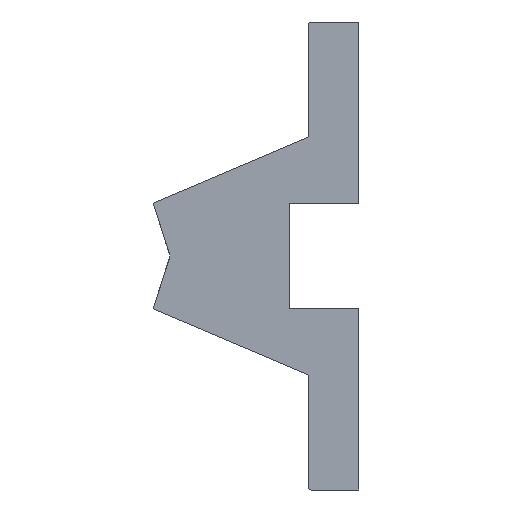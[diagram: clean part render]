
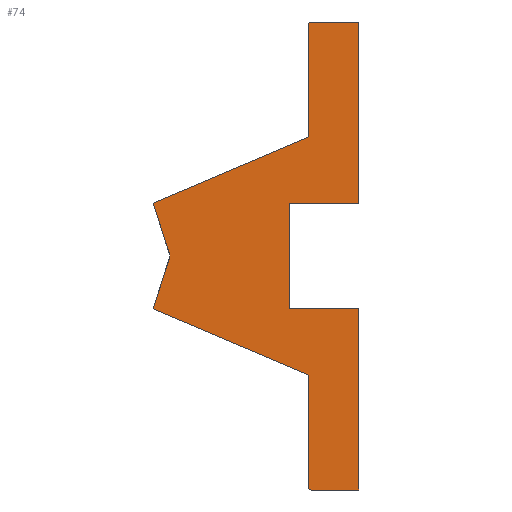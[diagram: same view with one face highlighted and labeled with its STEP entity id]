
A CAD part, left-side view. The second image highlights one B-rep face of the part: STEP entity #74.
In plain terms, the highlighted planar face has unit normal (-1, 0, 0).
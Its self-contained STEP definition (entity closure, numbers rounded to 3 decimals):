
#74 = ADVANCED_FACE( '', ( #165 ), #166, .F. );
#165 = FACE_OUTER_BOUND( '', #280, .T. );
#166 = PLANE( '', #281 );
#280 = EDGE_LOOP( '', ( #440, #441, #442, #443, #444, #445, #446, #447, #448, #449, #450, #451, #452, #453, #454, #455, #456 ) );
#281 = AXIS2_PLACEMENT_3D( '', #457, #458, #459 );
#440 = ORIENTED_EDGE( '', *, *, #645, .F. );
#441 = ORIENTED_EDGE( '', *, *, #663, .F. );
#442 = ORIENTED_EDGE( '', *, *, #664, .F. );
#443 = ORIENTED_EDGE( '', *, *, #665, .T. );
#444 = ORIENTED_EDGE( '', *, *, #650, .F. );
#445 = ORIENTED_EDGE( '', *, *, #617, .F. );
#446 = ORIENTED_EDGE( '', *, *, #666, .F. );
#447 = ORIENTED_EDGE( '', *, *, #634, .F. );
#448 = ORIENTED_EDGE( '', *, *, #667, .T. );
#449 = ORIENTED_EDGE( '', *, *, #668, .F. );
#450 = ORIENTED_EDGE( '', *, *, #669, .F. );
#451 = ORIENTED_EDGE( '', *, *, #659, .F. );
#452 = ORIENTED_EDGE( '', *, *, #639, .F. );
#453 = ORIENTED_EDGE( '', *, *, #670, .F. );
#454 = ORIENTED_EDGE( '', *, *, #671, .F. );
#455 = ORIENTED_EDGE( '', *, *, #654, .F. );
#456 = ORIENTED_EDGE( '', *, *, #672, .F. );
#457 = CARTESIAN_POINT( '', ( 0., 8.5, -41.5 ) );
#458 = DIRECTION( '', ( 1., 0., 0. ) );
#459 = DIRECTION( '', ( 0., 0., -1. ) );
#617 = EDGE_CURVE( '', #725, #727, #728, .T. );
#634 = EDGE_CURVE( '', #753, #754, #755, .T. );
#639 = EDGE_CURVE( '', #762, #763, #764, .T. );
#645 = EDGE_CURVE( '', #773, #774, #775, .T. );
#650 = EDGE_CURVE( '', #727, #782, #783, .T. );
#654 = EDGE_CURVE( '', #788, #789, #790, .T. );
#659 = EDGE_CURVE( '', #763, #797, #798, .T. );
#663 = EDGE_CURVE( '', #803, #773, #804, .T. );
#664 = EDGE_CURVE( '', #805, #803, #806, .T. );
#665 = EDGE_CURVE( '', #805, #782, #807, .T. );
#666 = EDGE_CURVE( '', #754, #725, #808, .T. );
#667 = EDGE_CURVE( '', #753, #809, #810, .T. );
#668 = EDGE_CURVE( '', #811, #809, #812, .T. );
#669 = EDGE_CURVE( '', #797, #811, #813, .T. );
#670 = EDGE_CURVE( '', #814, #762, #815, .T. );
#671 = EDGE_CURVE( '', #789, #814, #816, .T. );
#672 = EDGE_CURVE( '', #774, #788, #817, .T. );
#725 = VERTEX_POINT( '', #885 );
#727 = VERTEX_POINT( '', #888 );
#728 = LINE( '', #889, #890 );
#753 = VERTEX_POINT( '', #918 );
#754 = VERTEX_POINT( '', #919 );
#755 = LINE( '', #920, #921 );
#762 = VERTEX_POINT( '', #931 );
#763 = VERTEX_POINT( '', #932 );
#764 = LINE( '', #933, #934 );
#773 = VERTEX_POINT( '', #946 );
#774 = VERTEX_POINT( '', #947 );
#775 = LINE( '', #948, #949 );
#782 = VERTEX_POINT( '', #959 );
#783 = LINE( '', #960, #961 );
#788 = VERTEX_POINT( '', #968 );
#789 = VERTEX_POINT( '', #969 );
#790 = LINE( '', #970, #971 );
#797 = VERTEX_POINT( '', #981 );
#798 = LINE( '', #982, #983 );
#803 = VERTEX_POINT( '', #990 );
#804 = CIRCLE( '', #991, 0.5 );
#805 = VERTEX_POINT( '', #992 );
#806 = LINE( '', #993, #994 );
#807 = CIRCLE( '', #995, 0.5 );
#808 = LINE( '', #996, #997 );
#809 = VERTEX_POINT( '', #998 );
#810 = CIRCLE( '', #999, 0.5 );
#811 = VERTEX_POINT( '', #1000 );
#812 = LINE( '', #1001, #1002 );
#813 = CIRCLE( '', #1003, 0.5 );
#814 = VERTEX_POINT( '', #1004 );
#815 = LINE( '', #1005, #1006 );
#816 = LINE( '', #1007, #1008 );
#817 = LINE( '', #1009, #1010 );
#885 = CARTESIAN_POINT( '', ( 0., 33.88, 0. ) );
#888 = CARTESIAN_POINT( '', ( 0., 36.875, 9.5 ) );
#889 = CARTESIAN_POINT( '', ( 0., 33.88, 0. ) );
#890 = VECTOR( '', #1087, 1000. );
#918 = CARTESIAN_POINT( '', ( 0., 9.305, -21.203 ) );
#919 = CARTESIAN_POINT( '', ( 0., 36.875, -9.5 ) );
#920 = CARTESIAN_POINT( '', ( 0., 9.305, -21.203 ) );
#921 = VECTOR( '', #1115, 1000. );
#931 = CARTESIAN_POINT( '', ( 0., 0., -9.5 ) );
#932 = CARTESIAN_POINT( '', ( 0., 0., -42. ) );
#933 = CARTESIAN_POINT( '', ( 0., 0., -9.5 ) );
#934 = VECTOR( '', #1119, 1000. );
#946 = CARTESIAN_POINT( '', ( 0., 8.5, 42. ) );
#947 = CARTESIAN_POINT( '', ( 0., 0., 42. ) );
#948 = CARTESIAN_POINT( '', ( 0., 8.5, 42. ) );
#949 = VECTOR( '', #1126, 1000. );
#959 = CARTESIAN_POINT( '', ( 0., 9.305, 21.203 ) );
#960 = CARTESIAN_POINT( '', ( 0., 36.875, 9.5 ) );
#961 = VECTOR( '', #1130, 1000. );
#968 = CARTESIAN_POINT( '', ( 0., 0., 9.5 ) );
#969 = CARTESIAN_POINT( '', ( 0., 12.5, 9.5 ) );
#970 = CARTESIAN_POINT( '', ( 0., 0., 9.5 ) );
#971 = VECTOR( '', #1133, 1000. );
#981 = CARTESIAN_POINT( '', ( 0., 8.5, -42. ) );
#982 = CARTESIAN_POINT( '', ( 0., 0., -42. ) );
#983 = VECTOR( '', #1137, 1000. );
#990 = CARTESIAN_POINT( '', ( 0., 9., 41.5 ) );
#991 = AXIS2_PLACEMENT_3D( '', #1140, #1141, #1142 );
#992 = CARTESIAN_POINT( '', ( 0., 9., 21.663 ) );
#993 = CARTESIAN_POINT( '', ( 0., 9., 21.663 ) );
#994 = VECTOR( '', #1143, 1000. );
#995 = AXIS2_PLACEMENT_3D( '', #1144, #1145, #1146 );
#996 = CARTESIAN_POINT( '', ( 0., 36.875, -9.5 ) );
#997 = VECTOR( '', #1147, 1000. );
#998 = CARTESIAN_POINT( '', ( 0., 9., -21.663 ) );
#999 = AXIS2_PLACEMENT_3D( '', #1148, #1149, #1150 );
#1000 = CARTESIAN_POINT( '', ( 0., 9., -41.5 ) );
#1001 = CARTESIAN_POINT( '', ( 0., 9., -41.5 ) );
#1002 = VECTOR( '', #1151, 1000. );
#1003 = AXIS2_PLACEMENT_3D( '', #1152, #1153, #1154 );
#1004 = CARTESIAN_POINT( '', ( 0., 12.5, -9.5 ) );
#1005 = CARTESIAN_POINT( '', ( 0., 12.5, -9.5 ) );
#1006 = VECTOR( '', #1155, 1000. );
#1007 = CARTESIAN_POINT( '', ( 0., 12.5, 9.5 ) );
#1008 = VECTOR( '', #1156, 1000. );
#1009 = CARTESIAN_POINT( '', ( 0., 0., 42. ) );
#1010 = VECTOR( '', #1157, 1000. );
#1087 = DIRECTION( '', ( 0., 0.301, 0.954 ) );
#1115 = DIRECTION( '', ( 0., 0.921, 0.391 ) );
#1119 = DIRECTION( '', ( 0., 0., -1. ) );
#1126 = DIRECTION( '', ( 0., -1., 0. ) );
#1130 = DIRECTION( '', ( 0., -0.921, 0.391 ) );
#1133 = DIRECTION( '', ( 0., 1., 0. ) );
#1137 = DIRECTION( '', ( 0., 1., 0. ) );
#1140 = CARTESIAN_POINT( '', ( 0., 8.5, 41.5 ) );
#1141 = DIRECTION( '', ( 1., 0., 0. ) );
#1142 = DIRECTION( '', ( 0., 0., -1. ) );
#1143 = DIRECTION( '', ( 0., 0., 1. ) );
#1144 = CARTESIAN_POINT( '', ( 0., 9.5, 21.663 ) );
#1145 = DIRECTION( '', ( 1., 0., 0. ) );
#1146 = DIRECTION( '', ( 0., 0., -1. ) );
#1147 = DIRECTION( '', ( 0., -0.301, 0.954 ) );
#1148 = CARTESIAN_POINT( '', ( 0., 9.5, -21.663 ) );
#1149 = DIRECTION( '', ( 1., 0., 0. ) );
#1150 = DIRECTION( '', ( 0., 0., -1. ) );
#1151 = DIRECTION( '', ( 0., 0., 1. ) );
#1152 = CARTESIAN_POINT( '', ( 0., 8.5, -41.5 ) );
#1153 = DIRECTION( '', ( 1., 0., 0. ) );
#1154 = DIRECTION( '', ( 0., 0., -1. ) );
#1155 = DIRECTION( '', ( 0., -1., 0. ) );
#1156 = DIRECTION( '', ( 0., 0., -1. ) );
#1157 = DIRECTION( '', ( 0., 0., -1. ) );
